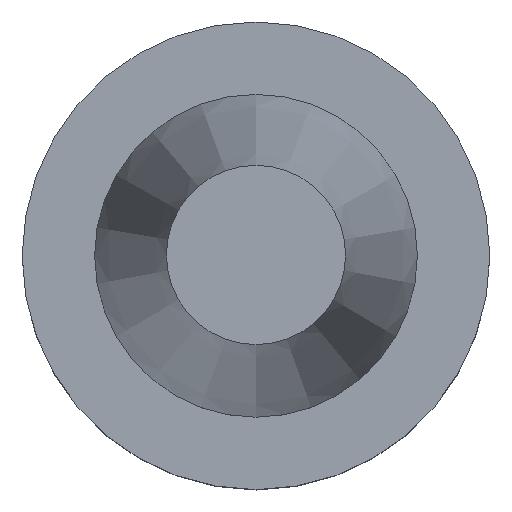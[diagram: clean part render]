
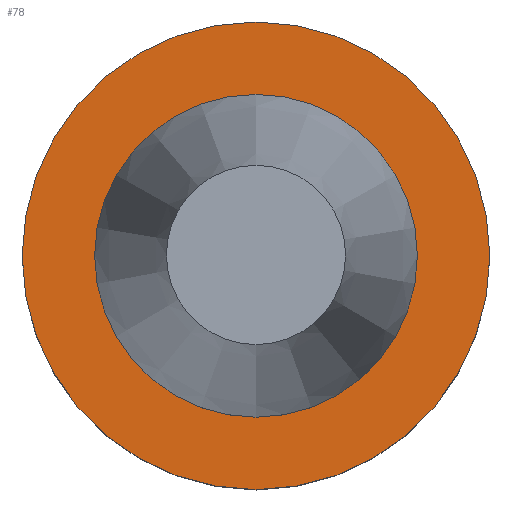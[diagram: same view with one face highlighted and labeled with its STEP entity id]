
A CAD part, top view. The second image highlights one B-rep face of the part: STEP entity #78.
In plain terms, the highlighted planar face has unit normal (0, 0, 1).
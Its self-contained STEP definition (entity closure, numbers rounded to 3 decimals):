
#78=ADVANCED_FACE('',(#97,#98),#99,.T.);
#97=FACE_OUTER_BOUND('',#134,.T.);
#98=FACE_BOUND('',#135,.T.);
#99=PLANE('',#136);
#134=EDGE_LOOP('',(#177));
#135=EDGE_LOOP('',(#178));
#136=AXIS2_PLACEMENT_3D('',#179,#180,#181);
#177=ORIENTED_EDGE('',*,*,#229,.F.);
#178=ORIENTED_EDGE('',*,*,#228,.T.);
#179=CARTESIAN_POINT('',(0.,19.438,-1.));
#180=DIRECTION('',(0.,0.,1.0));
#181=DIRECTION('',(0.,-1.0,0.));
#228=EDGE_CURVE('',#242,#242,#243,.T.);
#229=EDGE_CURVE('',#244,#244,#245,.T.);
#242=VERTEX_POINT('',#266);
#243=CIRCLE('',#267,15.875);
#244=VERTEX_POINT('',#268);
#245=CIRCLE('',#269,23.0);
#266=CARTESIAN_POINT('',(0.,15.875,-1.));
#267=AXIS2_PLACEMENT_3D('',#292,#293,#294);
#268=CARTESIAN_POINT('',(0.,23.0,-1.));
#269=AXIS2_PLACEMENT_3D('',#295,#296,#297);
#292=CARTESIAN_POINT('',(0.,0.,-1.0));
#293=DIRECTION('',(0.,0.,-1.0));
#294=DIRECTION('',(0.,1.0,0.));
#295=CARTESIAN_POINT('',(0.,0.,-1.0));
#296=DIRECTION('',(0.,0.,-1.0));
#297=DIRECTION('',(0.,1.0,0.));
